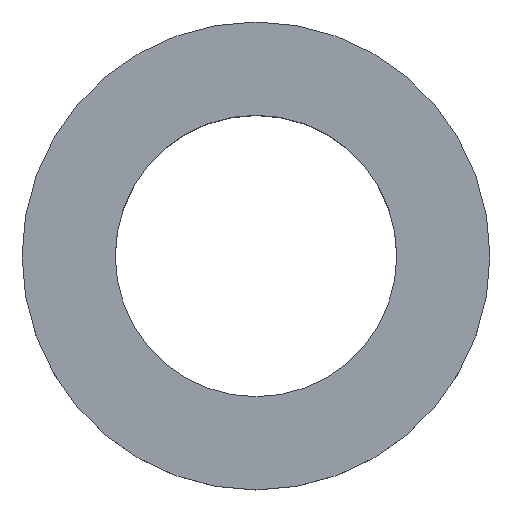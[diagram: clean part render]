
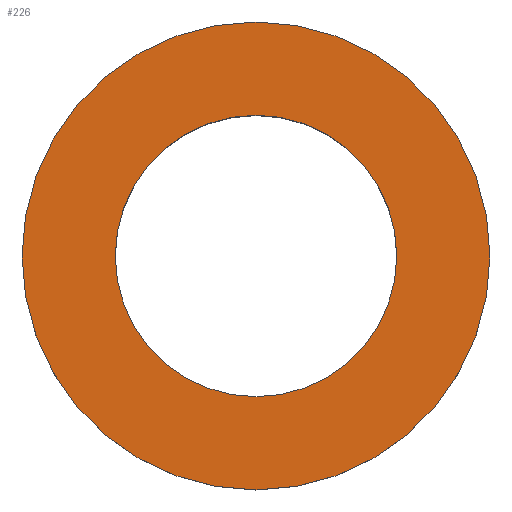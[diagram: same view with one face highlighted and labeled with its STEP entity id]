
A CAD part, top view. The second image highlights one B-rep face of the part: STEP entity #226.
In plain terms, the highlighted planar face has unit normal (0, 0, 1).
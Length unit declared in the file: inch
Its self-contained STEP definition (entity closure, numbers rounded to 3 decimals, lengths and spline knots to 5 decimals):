
#4 = CIRCLE ( 'NONE', #158, 0.188 ) ;
#11 = FACE_OUTER_BOUND ( 'NONE', #272, .T. ) ;
#14 = CIRCLE ( 'NONE', #76, 0.3125 ) ;
#17 = CARTESIAN_POINT ( 'NONE',  ( 0., 0., 0.0625 ) ) ;
#29 = DIRECTION ( 'NONE',  ( 1., 0., 0. ) ) ;
#30 = VERTEX_POINT ( 'NONE', #166 ) ;
#32 = DIRECTION ( 'NONE',  ( 0., 0., 1. ) ) ;
#76 = AXIS2_PLACEMENT_3D ( 'NONE', #89, #32, #29 ) ;
#81 = ORIENTED_EDGE ( 'NONE', *, *, #202, .F. ) ;
#85 = DIRECTION ( 'NONE',  ( 1., 0., 0. ) ) ;
#89 = CARTESIAN_POINT ( 'NONE',  ( 0., 0., 0.0625 ) ) ;
#91 = EDGE_CURVE ( 'NONE', #251, #195, #394, .T. ) ;
#143 = FACE_BOUND ( 'NONE', #383, .T. ) ;
#144 = DIRECTION ( 'NONE',  ( 0., 0., 1. ) ) ;
#158 = AXIS2_PLACEMENT_3D ( 'NONE', #416, #353, #218 ) ;
#166 = CARTESIAN_POINT ( 'NONE',  ( 0.188, 0., 0.0625 ) ) ;
#183 = AXIS2_PLACEMENT_3D ( 'NONE', #376, #277, #85 ) ;
#185 = DIRECTION ( 'NONE',  ( 1., 0., 0. ) ) ;
#195 = VERTEX_POINT ( 'NONE', #278 ) ;
#201 = ORIENTED_EDGE ( 'NONE', *, *, #91, .T. ) ;
#202 = EDGE_CURVE ( 'NONE', #351, #30, #271, .T. ) ;
#218 = DIRECTION ( 'NONE',  ( 1., 0., 0. ) ) ;
#226 = ADVANCED_FACE ( 'NONE', ( #11, #143 ), #274, .T. ) ;
#251 = VERTEX_POINT ( 'NONE', #254 ) ;
#254 = CARTESIAN_POINT ( 'NONE',  ( 0.3125, 0., 0.0625 ) ) ;
#258 = CARTESIAN_POINT ( 'NONE',  ( 0., 0., 0.0625 ) ) ;
#270 = AXIS2_PLACEMENT_3D ( 'NONE', #17, #144, #374 ) ;
#271 = CIRCLE ( 'NONE', #270, 0.188 ) ;
#272 = EDGE_LOOP ( 'NONE', ( #365, #201 ) ) ;
#274 = PLANE ( 'NONE',  #404 ) ;
#275 = EDGE_CURVE ( 'NONE', #30, #351, #4, .T. ) ;
#277 = DIRECTION ( 'NONE',  ( 0., 0., 1. ) ) ;
#278 = CARTESIAN_POINT ( 'NONE',  ( -0.3125, 0., 0.0625 ) ) ;
#286 = EDGE_CURVE ( 'NONE', #195, #251, #14, .T. ) ;
#321 = ORIENTED_EDGE ( 'NONE', *, *, #275, .F. ) ;
#349 = CARTESIAN_POINT ( 'NONE',  ( -0.188, 0., 0.0625 ) ) ;
#351 = VERTEX_POINT ( 'NONE', #349 ) ;
#353 = DIRECTION ( 'NONE',  ( 0., 0., 1. ) ) ;
#359 = DIRECTION ( 'NONE',  ( 0., 0., 1. ) ) ;
#365 = ORIENTED_EDGE ( 'NONE', *, *, #286, .T. ) ;
#374 = DIRECTION ( 'NONE',  ( 1., 0., 0. ) ) ;
#376 = CARTESIAN_POINT ( 'NONE',  ( 0., 0., 0.0625 ) ) ;
#383 = EDGE_LOOP ( 'NONE', ( #321, #81 ) ) ;
#394 = CIRCLE ( 'NONE', #183, 0.3125 ) ;
#404 = AXIS2_PLACEMENT_3D ( 'NONE', #258, #359, #185 ) ;
#416 = CARTESIAN_POINT ( 'NONE',  ( 0., 0., 0.0625 ) ) ;
